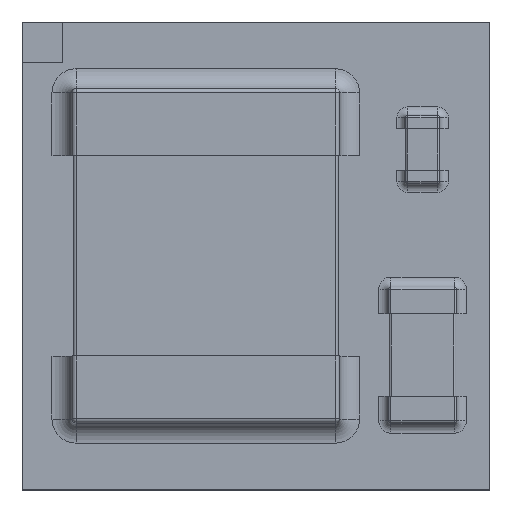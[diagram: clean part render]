
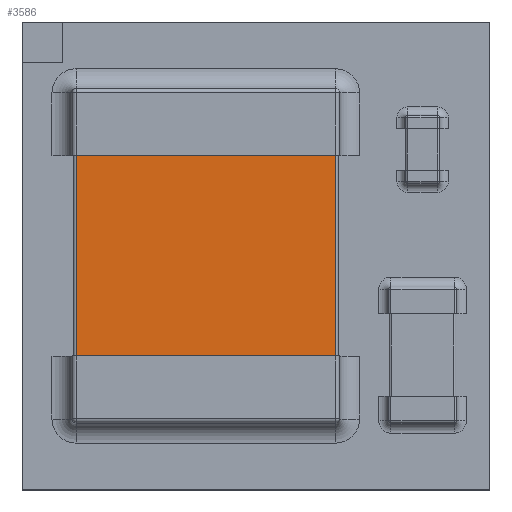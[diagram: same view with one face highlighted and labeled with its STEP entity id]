
A CAD part, top view. The second image highlights one B-rep face of the part: STEP entity #3586.
In plain terms, the highlighted planar face has unit normal (0, 0, 1).
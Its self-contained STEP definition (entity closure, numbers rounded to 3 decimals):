
#566=FACE_OUTER_BOUND('',#785,.T.);
#785=EDGE_LOOP('',(#3242,#3243,#3244,#3245));
#1135=LINE('',#5861,#1498);
#1143=LINE('',#5892,#1506);
#1146=LINE('',#5898,#1509);
#1148=LINE('',#5902,#1511);
#1498=VECTOR('',#4851,10.);
#1506=VECTOR('',#4889,10.);
#1509=VECTOR('',#4896,10.);
#1511=VECTOR('',#4902,10.);
#1808=VERTEX_POINT('',#5858);
#1809=VERTEX_POINT('',#5860);
#1816=VERTEX_POINT('',#5889);
#1817=VERTEX_POINT('',#5891);
#2274=EDGE_CURVE('',#1808,#1809,#1135,.T.);
#2290=EDGE_CURVE('',#1816,#1817,#1143,.T.);
#2294=EDGE_CURVE('',#1817,#1808,#1146,.T.);
#2296=EDGE_CURVE('',#1809,#1816,#1148,.T.);
#3242=ORIENTED_EDGE('',*,*,#2294,.F.);
#3243=ORIENTED_EDGE('',*,*,#2290,.F.);
#3244=ORIENTED_EDGE('',*,*,#2296,.F.);
#3245=ORIENTED_EDGE('',*,*,#2274,.F.);
#3385=PLANE('',#3921);
#3586=ADVANCED_FACE('',(#566),#3385,.F.);
#3921=AXIS2_PLACEMENT_3D('',#5914,#4921,#4922);
#4851=DIRECTION('',(1.,0.,0.));
#4889=DIRECTION('',(-1.,0.,0.));
#4896=DIRECTION('',(0.,1.,0.));
#4902=DIRECTION('',(0.,-1.,0.));
#4921=DIRECTION('center_axis',(0.,0.,-1.));
#4922=DIRECTION('ref_axis',(-1.,0.,0.));
#5858=CARTESIAN_POINT('',(-1.346,0.75,1.59));
#5860=CARTESIAN_POINT('',(0.594,0.75,1.59));
#5861=CARTESIAN_POINT('',(-1.376,0.75,1.59));
#5889=CARTESIAN_POINT('',(0.594,-0.75,1.59));
#5891=CARTESIAN_POINT('',(-1.346,-0.75,1.59));
#5892=CARTESIAN_POINT('',(0.624,-0.75,1.59));
#5898=CARTESIAN_POINT('',(-1.346,0.375,1.59));
#5902=CARTESIAN_POINT('',(0.594,-0.375,1.59));
#5914=CARTESIAN_POINT('Origin',(-0.376,0.,1.59));
